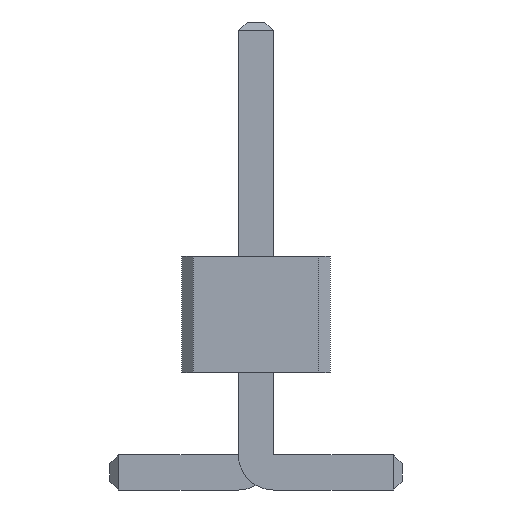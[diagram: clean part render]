
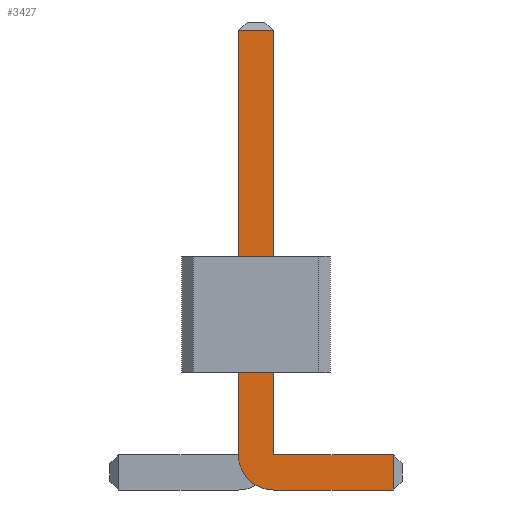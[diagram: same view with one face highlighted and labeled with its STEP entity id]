
A CAD part, front view. The second image highlights one B-rep face of the part: STEP entity #3427.
In plain terms, the highlighted planar face has unit normal (0, -1, 0).
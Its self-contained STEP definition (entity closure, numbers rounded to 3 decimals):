
#13=DIRECTION('',(0.,0.,1.));
#67=DIRECTION('',(1.,0.,0.));
#1523=VECTOR('',#67,1.);
#1534=DIRECTION('',(0.,1.,0.));
#1576=DIRECTION('',(-1.,0.,0.));
#3029=VECTOR('',#1576,1.);
#3238=DIRECTION('',(-0.,1.,0.));
#3239=DIRECTION('',(0.,0.,-1.));
#3246=VECTOR('',#3247,1.);
#3247=DIRECTION('',(0.,0.,1.));
#3258=VECTOR('',#3239,1.);
#3276=VERTEX_POINT('',#3277);
#3277=CARTESIAN_POINT('',(1.175,-12.65,0.));
#3280=ORIENTED_EDGE('',*,*,#3281,.T.);
#3281=EDGE_CURVE('',#3276,#3282,#3284,.T.);
#3282=VERTEX_POINT('',#3283);
#3283=CARTESIAN_POINT('',(0.15,-12.65,0.));
#3284=LINE('',#3285,#3029);
#3285=CARTESIAN_POINT('',(1.25,-12.65,0.));
#3322=VERTEX_POINT('',#3323);
#3323=CARTESIAN_POINT('',(-0.15,-12.65,0.3));
#3326=EDGE_CURVE('',#3282,#3322,#3327,.T.);
#3327=CIRCLE('',#3328,0.3);
#3328=AXIS2_PLACEMENT_3D('',#3329,#3238,#3239);
#3329=CARTESIAN_POINT('',(0.15,-12.65,0.3));
#3338=VERTEX_POINT('',#3329);
#3340=ORIENTED_EDGE('',*,*,#3341,.T.);
#3341=EDGE_CURVE('',#3338,#3342,#3344,.T.);
#3342=VERTEX_POINT('',#3343);
#3343=CARTESIAN_POINT('',(1.175,-12.65,0.3));
#3344=LINE('',#3329,#1523);
#3354=ORIENTED_EDGE('',*,*,#3355,.T.);
#3355=EDGE_CURVE('',#3322,#3356,#3358,.T.);
#3356=VERTEX_POINT('',#3357);
#3357=CARTESIAN_POINT('',(-0.15,-12.65,3.925));
#3358=LINE('',#3359,#3246);
#3359=CARTESIAN_POINT('',(-0.15,-12.65,0.));
#3372=VERTEX_POINT('',#3373);
#3373=CARTESIAN_POINT('',(0.15,-12.65,3.925));
#3375=ORIENTED_EDGE('',*,*,#3376,.T.);
#3376=EDGE_CURVE('',#3372,#3338,#3377,.T.);
#3377=LINE('',#3378,#3258);
#3378=CARTESIAN_POINT('',(0.15,-12.65,4.));
#3427=ADVANCED_FACE('',(#3428),#3437,.F.);
#3428=FACE_BOUND('',#3429,.F.);
#3429=EDGE_LOOP('',(#3280,#3430,#3354,#3431,#3375,#3340,#3434));
#3430=ORIENTED_EDGE('',*,*,#3326,.T.);
#3431=ORIENTED_EDGE('',*,*,#3432,.T.);
#3432=EDGE_CURVE('',#3356,#3372,#3433,.T.);
#3433=LINE('',#3357,#1523);
#3434=ORIENTED_EDGE('',*,*,#3435,.T.);
#3435=EDGE_CURVE('',#3342,#3276,#3436,.T.);
#3436=LINE('',#3343,#3258);
#3437=PLANE('',#3438);
#3438=AXIS2_PLACEMENT_3D('',#3439,#1534,#13);
#3439=CARTESIAN_POINT('',(0.173,-12.65,1.623));
